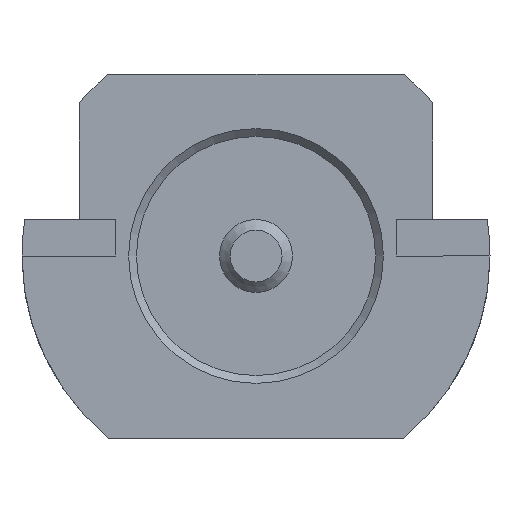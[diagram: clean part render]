
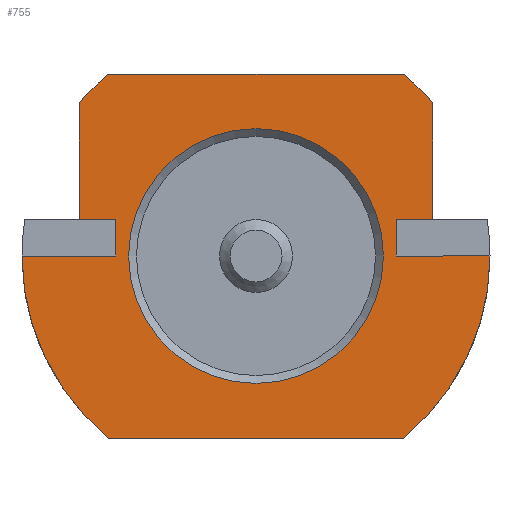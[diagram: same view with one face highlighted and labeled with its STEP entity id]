
A CAD part, front view. The second image highlights one B-rep face of the part: STEP entity #755.
In plain terms, the highlighted planar face has unit normal (0, -1, 0).
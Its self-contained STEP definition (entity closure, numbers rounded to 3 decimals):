
#50=LINE('',#1293,#96);
#55=LINE('',#1304,#101);
#58=LINE('',#1310,#104);
#61=LINE('',#1318,#107);
#64=LINE('',#1326,#110);
#67=LINE('',#1331,#113);
#69=LINE('',#1337,#115);
#70=LINE('',#1339,#116);
#71=LINE('',#1340,#117);
#72=LINE('',#1342,#118);
#96=VECTOR('',#995,1000.);
#101=VECTOR('',#1006,1000.);
#104=VECTOR('',#1011,1000.);
#107=VECTOR('',#1020,1000.);
#110=VECTOR('',#1029,1000.);
#113=VECTOR('',#1034,1000.);
#115=VECTOR('',#1042,1000.);
#116=VECTOR('',#1043,1000.);
#117=VECTOR('',#1044,1000.);
#118=VECTOR('',#1045,1000.);
#133=PLANE('',#848);
#310=ORIENTED_EDGE('',*,*,#396,.F.);
#311=ORIENTED_EDGE('',*,*,#451,.F.);
#312=ORIENTED_EDGE('',*,*,#453,.F.);
#313=ORIENTED_EDGE('',*,*,#455,.F.);
#314=ORIENTED_EDGE('',*,*,#457,.F.);
#315=ORIENTED_EDGE('',*,*,#460,.T.);
#316=ORIENTED_EDGE('',*,*,#463,.T.);
#317=ORIENTED_EDGE('',*,*,#464,.T.);
#318=ORIENTED_EDGE('',*,*,#461,.F.);
#319=ORIENTED_EDGE('',*,*,#440,.F.);
#320=ORIENTED_EDGE('',*,*,#444,.F.);
#321=ORIENTED_EDGE('',*,*,#465,.T.);
#322=ORIENTED_EDGE('',*,*,#466,.T.);
#323=ORIENTED_EDGE('',*,*,#446,.T.);
#324=ORIENTED_EDGE('',*,*,#449,.F.);
#396=EDGE_CURVE('',#493,#493,#556,.T.);
#440=EDGE_CURVE('',#528,#529,#50,.T.);
#444=EDGE_CURVE('',#530,#528,#575,.T.);
#446=EDGE_CURVE('',#532,#531,#55,.T.);
#449=EDGE_CURVE('',#533,#531,#58,.T.);
#451=EDGE_CURVE('',#534,#533,#576,.T.);
#453=EDGE_CURVE('',#535,#534,#61,.T.);
#455=EDGE_CURVE('',#536,#535,#577,.T.);
#457=EDGE_CURVE('',#537,#536,#64,.T.);
#460=EDGE_CURVE('',#537,#538,#67,.T.);
#461=EDGE_CURVE('',#529,#539,#578,.T.);
#463=EDGE_CURVE('',#538,#540,#69,.T.);
#464=EDGE_CURVE('',#540,#539,#70,.T.);
#465=EDGE_CURVE('',#530,#541,#71,.T.);
#466=EDGE_CURVE('',#541,#532,#72,.T.);
#493=VERTEX_POINT('',#1175);
#528=VERTEX_POINT('',#1292);
#529=VERTEX_POINT('',#1294);
#530=VERTEX_POINT('',#1299);
#531=VERTEX_POINT('',#1303);
#532=VERTEX_POINT('',#1305);
#533=VERTEX_POINT('',#1309);
#534=VERTEX_POINT('',#1313);
#535=VERTEX_POINT('',#1317);
#536=VERTEX_POINT('',#1321);
#537=VERTEX_POINT('',#1325);
#538=VERTEX_POINT('',#1330);
#539=VERTEX_POINT('',#1334);
#540=VERTEX_POINT('',#1338);
#541=VERTEX_POINT('',#1341);
#556=CIRCLE('',#801,1.225);
#575=CIRCLE('',#836,2.25);
#576=CIRCLE('',#840,2.25);
#577=CIRCLE('',#843,2.25);
#578=CIRCLE('',#847,2.25);
#626=EDGE_LOOP('',(#310));
#627=EDGE_LOOP('',(#311,#312,#313,#314,#315,#316,#317,#318,#319,#320,#321,
#322,#323,#324));
#688=FACE_BOUND('',#626,.T.);
#689=FACE_BOUND('',#627,.T.);
#755=ADVANCED_FACE('',(#688,#689),#133,.F.);
#801=AXIS2_PLACEMENT_3D('',#1174,#910,#911);
#836=AXIS2_PLACEMENT_3D('',#1300,#1001,#1002);
#840=AXIS2_PLACEMENT_3D('',#1314,#1015,#1016);
#843=AXIS2_PLACEMENT_3D('',#1322,#1024,#1025);
#847=AXIS2_PLACEMENT_3D('',#1333,#1037,#1038);
#848=AXIS2_PLACEMENT_3D('',#1336,#1040,#1041);
#910=DIRECTION('',(0.,-1.,0.));
#911=DIRECTION('',(1.,0.,0.));
#995=DIRECTION('',(-1.,0.,0.));
#1001=DIRECTION('',(0.,1.,0.));
#1002=DIRECTION('',(0.,0.,1.));
#1006=DIRECTION('',(1.,0.,0.));
#1011=DIRECTION('',(0.,0.,-1.));
#1015=DIRECTION('',(0.,1.,0.));
#1016=DIRECTION('',(0.,0.,1.));
#1020=DIRECTION('',(1.,0.,0.));
#1024=DIRECTION('',(0.,1.,0.));
#1025=DIRECTION('',(0.,0.,1.));
#1029=DIRECTION('',(0.,0.,1.));
#1034=DIRECTION('',(1.,0.,0.));
#1037=DIRECTION('',(0.,1.,0.));
#1038=DIRECTION('',(0.,0.,1.));
#1040=DIRECTION('',(0.,1.,0.));
#1041=DIRECTION('',(0.,0.,1.));
#1042=DIRECTION('',(0.,0.,-1.));
#1043=DIRECTION('',(-1.,0.,0.));
#1044=DIRECTION('',(-1.,0.,0.));
#1045=DIRECTION('',(0.,0.,1.));
#1174=CARTESIAN_POINT('',(0.,0.,0.));
#1175=CARTESIAN_POINT('',(1.225,0.,0.));
#1292=CARTESIAN_POINT('',(1.414,0.,-1.75));
#1293=CARTESIAN_POINT('',(1.414,0.,-1.75));
#1294=CARTESIAN_POINT('',(-1.414,0.,-1.75));
#1299=CARTESIAN_POINT('',(2.25,0.,0.));
#1300=CARTESIAN_POINT('',(0.,0.,0.));
#1303=CARTESIAN_POINT('',(1.7,0.,0.35));
#1304=CARTESIAN_POINT('',(1.35,0.,0.35));
#1305=CARTESIAN_POINT('',(1.35,0.,0.35));
#1309=CARTESIAN_POINT('',(1.7,0.,1.474));
#1310=CARTESIAN_POINT('',(1.7,0.,1.474));
#1313=CARTESIAN_POINT('',(1.414,0.,1.75));
#1314=CARTESIAN_POINT('',(0.,0.,0.));
#1317=CARTESIAN_POINT('',(-1.414,0.,1.75));
#1318=CARTESIAN_POINT('',(-1.414,0.,1.75));
#1321=CARTESIAN_POINT('',(-1.7,0.,1.474));
#1322=CARTESIAN_POINT('',(0.,0.,0.));
#1325=CARTESIAN_POINT('',(-1.7,0.,0.35));
#1326=CARTESIAN_POINT('',(-1.7,0.,0.35));
#1330=CARTESIAN_POINT('',(-1.35,0.,0.35));
#1331=CARTESIAN_POINT('',(-2.223,0.,0.35));
#1333=CARTESIAN_POINT('',(0.,0.,0.));
#1334=CARTESIAN_POINT('',(-2.25,0.,0.));
#1336=CARTESIAN_POINT('',(0.,0.,0.));
#1337=CARTESIAN_POINT('',(-1.35,0.,0.35));
#1338=CARTESIAN_POINT('',(-1.35,0.,0.));
#1339=CARTESIAN_POINT('',(-1.35,0.,0.));
#1340=CARTESIAN_POINT('',(2.25,0.,0.));
#1341=CARTESIAN_POINT('',(1.35,0.,0.));
#1342=CARTESIAN_POINT('',(1.35,0.,0.));
